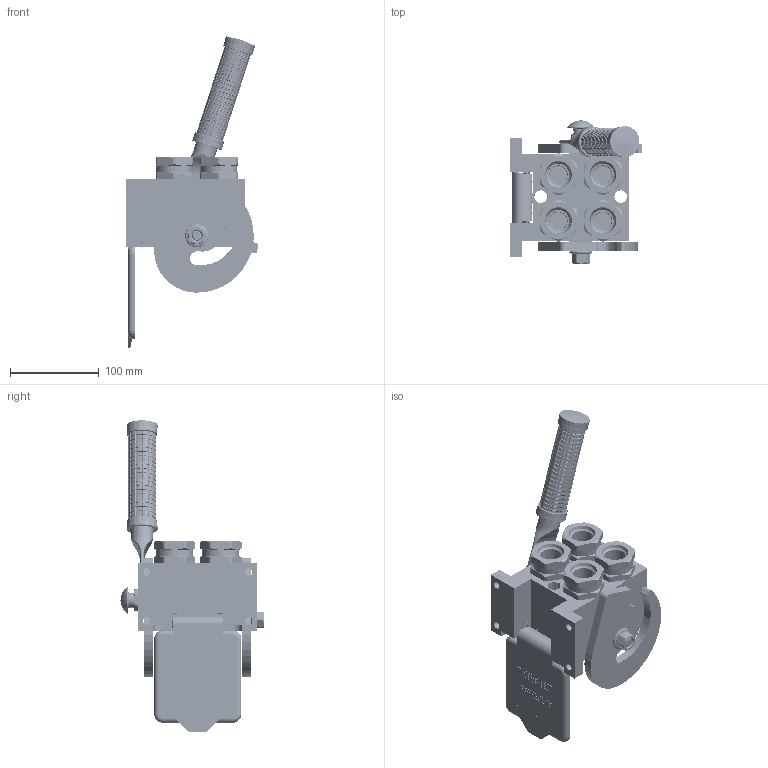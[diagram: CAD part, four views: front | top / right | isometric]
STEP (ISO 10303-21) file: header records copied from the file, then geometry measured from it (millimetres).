
FILE_DESCRIPTION (( 'STEP AP214' ), '1' );
FILE_NAME ('FASTER.step', '2025-03-16T13:22:00', ( '' ), ( '' ), 'SwSTEP 2.0', 'SolidWorks 2017', '' );
FILE_SCHEMA (( 'AUTOMOTIVE_DESIGN' ));
Length unit declared in the file: millimetre
Products named in the file (31): 4830_025_2000_000; or1_5x7_m; 4830_020_4000_000; 4850_024_0000_012; 1540_080_0012_000; 2ffnb3471_34gasf; 4830_001_0005_301; FASTER; curs_molla_34; 4810_001_0001_014; P412_F_BASE; 4850_024_6002_020; or2_62x17_86; 4830_001_0005_300; sicura_p5; 4850_024_6001_021; 4830_025_0000_001; 4830_070_0000_001; 4250_014_1000_000; 0048_042_0412_000; 4850_024_5001_010; 4820_001_0004_000; et011; 4850_024_6001_000_ASM; 4850_024_6001_000; A_2ffnb3471_34gasf; 4820_024_1002_011; 4150_072_1000_200; 4830_022_0000_011; 4830_025_1000_000
Assembly tree (34 placements, depth 4):
  FASTER
    P412_F_BASE
      4830_020_4000_000
      4810_001_0001_014
      4820_001_0004_000
      4830_025_1000_000
      4830_022_0000_011
      4830_070_0000_001
      4830_001_0005_301
      4830_001_0005_300
    A_2ffnb3471_34gasf  x4
      curs_molla_34
        4150_072_1000_200
        4250_014_1000_000
      2ffnb3471_34gasf
        2ffnb3471_34gasf
    4850_024_6001_000
      4850_024_6001_000_ASM
        4850_024_5001_010
        4850_024_6001_021
        4820_024_1002_011
      sicura_p5
        4830_025_0000_001
        or1_5x7_m
        0048_042_0412_000
      4850_024_6002_020
      4850_024_0000_012
      1540_080_0012_000
      4830_025_2000_000
      or2_62x17_86  x2
    et011
Bounding box: 148.95 x 160.93 x 350 mm (x, y, z)
Volume: 250697.6 mm3; surface area: 386015.1 mm2
Topology: 25 solids, 69 shells, 5104 faces, 13773 edges, 8854 vertices
Faces by surface type: plane 2016, cylinder 1799, torus 519, bspline 383, cone 356, sphere 31
Entity records: 189123 total; most frequent: CARTESIAN_POINT 84780, ORIENTED_EDGE 22381, DIRECTION 18571, EDGE_CURVE 11288, VERTEX_POINT 7250, VECTOR 6335, LINE 6335, AXIS2_PLACEMENT_3D 6118
